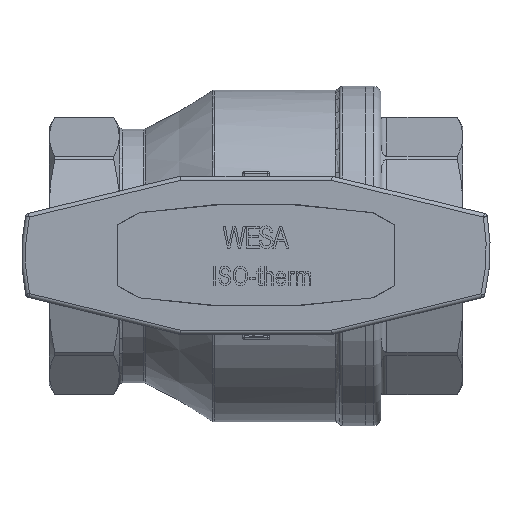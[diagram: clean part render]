
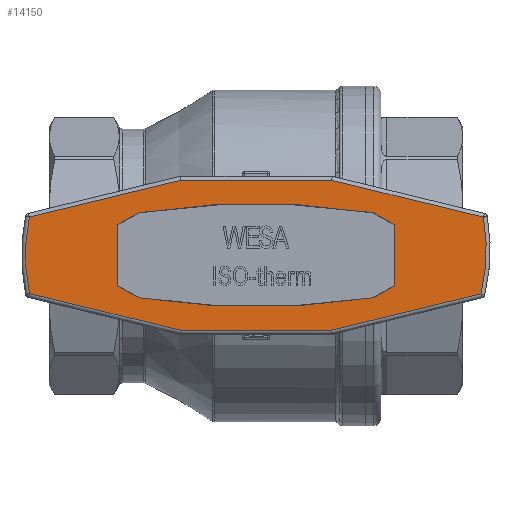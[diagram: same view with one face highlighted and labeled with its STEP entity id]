
A CAD part, top view. The second image highlights one B-rep face of the part: STEP entity #14150.
In plain terms, the highlighted planar face has unit normal (0, 0, 1).
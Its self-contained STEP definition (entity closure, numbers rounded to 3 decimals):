
#472=CIRCLE('',#16726,192.072);
#474=CIRCLE('',#16733,192.072);
#475=CIRCLE('',#16736,48.7);
#476=CIRCLE('',#16737,48.7);
#3794=ORIENTED_EDGE('',*,*,#6360,.F.);
#3795=ORIENTED_EDGE('',*,*,#6361,.F.);
#3796=ORIENTED_EDGE('',*,*,#6362,.T.);
#3797=ORIENTED_EDGE('',*,*,#6363,.T.);
#3798=ORIENTED_EDGE('',*,*,#6364,.F.);
#3799=ORIENTED_EDGE('',*,*,#6365,.F.);
#3800=ORIENTED_EDGE('',*,*,#6366,.T.);
#3801=ORIENTED_EDGE('',*,*,#6367,.T.);
#3802=ORIENTED_EDGE('',*,*,#6354,.F.);
#3803=ORIENTED_EDGE('',*,*,#6359,.F.);
#3804=ORIENTED_EDGE('',*,*,#6357,.F.);
#3805=ORIENTED_EDGE('',*,*,#6342,.F.);
#3806=ORIENTED_EDGE('',*,*,#6345,.F.);
#3807=ORIENTED_EDGE('',*,*,#6348,.T.);
#3808=ORIENTED_EDGE('',*,*,#6350,.F.);
#3809=ORIENTED_EDGE('',*,*,#6352,.F.);
#6342=EDGE_CURVE('',#7869,#7866,#9543,.T.);
#6345=EDGE_CURVE('',#7871,#7869,#9546,.T.);
#6348=EDGE_CURVE('',#7871,#7872,#472,.T.);
#6350=EDGE_CURVE('',#7873,#7872,#9549,.T.);
#6352=EDGE_CURVE('',#7874,#7873,#9551,.T.);
#6354=EDGE_CURVE('',#7875,#7874,#9553,.T.);
#6357=EDGE_CURVE('',#7866,#7876,#9556,.T.);
#6359=EDGE_CURVE('',#7876,#7875,#474,.T.);
#6360=EDGE_CURVE('',#7878,#7879,#9557,.T.);
#6361=EDGE_CURVE('',#7880,#7878,#9558,.T.);
#6362=EDGE_CURVE('',#7880,#7881,#9559,.T.);
#6363=EDGE_CURVE('',#7881,#7882,#475,.T.);
#6364=EDGE_CURVE('',#7883,#7882,#9560,.T.);
#6365=EDGE_CURVE('',#7884,#7883,#9561,.T.);
#6366=EDGE_CURVE('',#7884,#7885,#9562,.T.);
#6367=EDGE_CURVE('',#7885,#7879,#476,.T.);
#7866=VERTEX_POINT('',#24121);
#7869=VERTEX_POINT('',#24126);
#7871=VERTEX_POINT('',#24132);
#7872=VERTEX_POINT('',#24137);
#7873=VERTEX_POINT('',#24141);
#7874=VERTEX_POINT('',#24145);
#7875=VERTEX_POINT('',#24149);
#7876=VERTEX_POINT('',#24153);
#7878=VERTEX_POINT('',#24163);
#7879=VERTEX_POINT('',#24164);
#7880=VERTEX_POINT('',#24166);
#7881=VERTEX_POINT('',#24168);
#7882=VERTEX_POINT('',#24170);
#7883=VERTEX_POINT('',#24172);
#7884=VERTEX_POINT('',#24174);
#7885=VERTEX_POINT('',#24176);
#9543=LINE('',#24127,#11043);
#9546=LINE('',#24133,#11046);
#9549=LINE('',#24142,#11049);
#9551=LINE('',#24146,#11051);
#9553=LINE('',#24150,#11053);
#9556=LINE('',#24156,#11056);
#9557=LINE('',#24162,#11057);
#9558=LINE('',#24165,#11058);
#9559=LINE('',#24167,#11059);
#9560=LINE('',#24171,#11060);
#9561=LINE('',#24173,#11061);
#9562=LINE('',#24175,#11062);
#11043=VECTOR('',#19936,1000.);
#11046=VECTOR('',#19941,1000.);
#11049=VECTOR('',#19952,1000.);
#11051=VECTOR('',#19956,1000.);
#11053=VECTOR('',#19960,1000.);
#11056=VECTOR('',#19965,1000.);
#11057=VECTOR('',#19976,1000.);
#11058=VECTOR('',#19977,1000.);
#11059=VECTOR('',#19978,1000.);
#11060=VECTOR('',#19981,1000.);
#11061=VECTOR('',#19982,1000.);
#11062=VECTOR('',#19983,1000.);
#11792=EDGE_LOOP('',(#3794,#3795,#3796,#3797,#3798,#3799,#3800,#3801));
#11793=EDGE_LOOP('',(#3802,#3803,#3804,#3805,#3806,#3807,#3808,#3809));
#12703=FACE_BOUND('',#11792,.T.);
#12704=FACE_BOUND('',#11793,.T.);
#13536=PLANE('',#16735);
#14150=ADVANCED_FACE('',(#12703,#12704),#13536,.T.);
#16726=AXIS2_PLACEMENT_3D('',#24138,#19947,#19948);
#16733=AXIS2_PLACEMENT_3D('',#24159,#19970,#19971);
#16735=AXIS2_PLACEMENT_3D('',#24161,#19974,#19975);
#16736=AXIS2_PLACEMENT_3D('',#24169,#19979,#19980);
#16737=AXIS2_PLACEMENT_3D('',#24177,#19984,#19985);
#19936=DIRECTION('',(0.,1.,0.));
#19941=DIRECTION('',(0.873,0.487,0.));
#19947=DIRECTION('',(0.,0.,-1.));
#19948=DIRECTION('',(1.,0.,0.));
#19952=DIRECTION('',(0.873,-0.487,0.));
#19956=DIRECTION('',(0.,-1.,0.));
#19960=DIRECTION('',(-0.873,-0.487,0.));
#19965=DIRECTION('',(-0.873,0.487,0.));
#19970=DIRECTION('',(0.,0.,1.));
#19971=DIRECTION('',(1.,0.,0.));
#19974=DIRECTION('',(0.,0.,1.));
#19975=DIRECTION('',(1.,0.,0.));
#19976=DIRECTION('',(-0.972,0.236,0.));
#19977=DIRECTION('',(-1.,0.,0.));
#19978=DIRECTION('',(0.972,0.236,0.));
#19979=DIRECTION('',(0.,0.,1.));
#19980=DIRECTION('',(1.,0.,0.));
#19981=DIRECTION('',(0.972,-0.236,0.));
#19982=DIRECTION('',(1.,0.,0.));
#19983=DIRECTION('',(-0.972,-0.236,0.));
#19984=DIRECTION('',(0.,0.,1.));
#19985=DIRECTION('',(1.,0.,0.));
#24121=CARTESIAN_POINT('',(35.5,7.809,0.));
#24126=CARTESIAN_POINT('',(35.5,-7.809,0.));
#24127=CARTESIAN_POINT('',(35.5,0.,0.));
#24132=CARTESIAN_POINT('',(29.954,-10.9,0.));
#24133=CARTESIAN_POINT('',(0.,-27.594,0.));
#24137=CARTESIAN_POINT('',(-29.954,-10.9,0.));
#24138=CARTESIAN_POINT('',(0.,178.822,0.));
#24141=CARTESIAN_POINT('',(-35.5,-7.809,0.));
#24142=CARTESIAN_POINT('',(0.,-27.594,0.));
#24145=CARTESIAN_POINT('',(-35.5,7.809,0.));
#24146=CARTESIAN_POINT('',(-35.5,0.,0.));
#24149=CARTESIAN_POINT('',(-29.954,10.9,0.));
#24150=CARTESIAN_POINT('',(0.,27.594,0.));
#24153=CARTESIAN_POINT('',(29.954,10.9,0.));
#24156=CARTESIAN_POINT('',(0.,27.594,0.));
#24159=CARTESIAN_POINT('',(0.,-178.822,0.));
#24161=CARTESIAN_POINT('',(0.,0.,0.));
#24162=CARTESIAN_POINT('',(0.,-23.911,0.));
#24163=CARTESIAN_POINT('',(-19.38,-19.2,0.));
#24164=CARTESIAN_POINT('',(-58.022,-9.808,0.));
#24165=CARTESIAN_POINT('',(0.,-19.2,0.));
#24166=CARTESIAN_POINT('',(19.38,-19.2,0.));
#24167=CARTESIAN_POINT('',(0.,-23.911,0.));
#24168=CARTESIAN_POINT('',(57.612,-9.907,0.));
#24169=CARTESIAN_POINT('',(10.25,1.429,0.));
#24170=CARTESIAN_POINT('',(58.233,9.756,0.));
#24171=CARTESIAN_POINT('',(0.,23.911,0.));
#24172=CARTESIAN_POINT('',(19.38,19.2,0.));
#24173=CARTESIAN_POINT('',(0.,19.2,0.));
#24174=CARTESIAN_POINT('',(-19.38,19.2,0.));
#24175=CARTESIAN_POINT('',(0.,23.911,0.));
#24176=CARTESIAN_POINT('',(-58.083,9.793,0.));
#24177=CARTESIAN_POINT('',(-10.349,0.142,0.));
